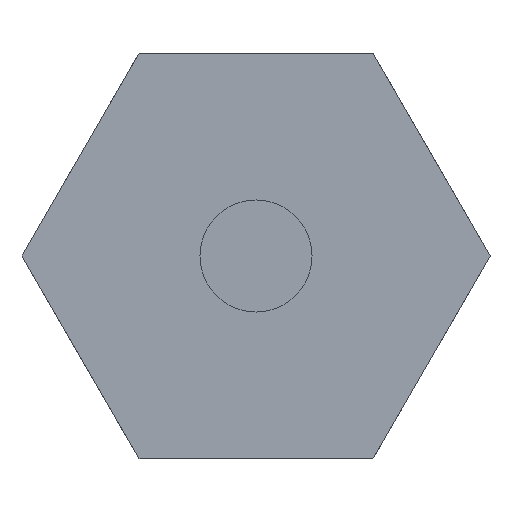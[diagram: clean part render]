
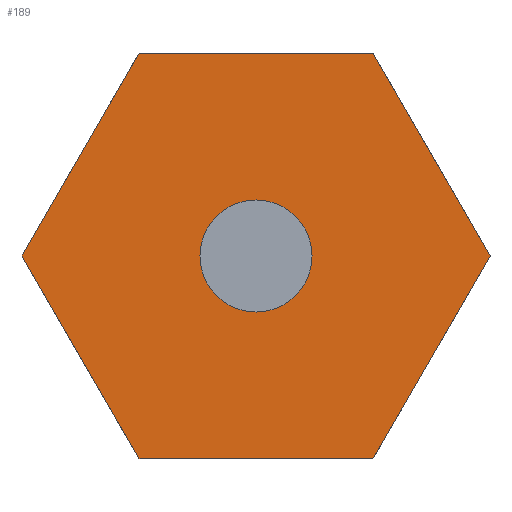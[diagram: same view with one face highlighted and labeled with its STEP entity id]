
A CAD part, front view. The second image highlights one B-rep face of the part: STEP entity #189.
In plain terms, the highlighted planar face has unit normal (0, -1, 0).
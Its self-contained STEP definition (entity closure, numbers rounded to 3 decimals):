
#2 = DIRECTION ( 'NONE',  ( 0., 1., 0. ) ) ;
#32 = CARTESIAN_POINT ( 'NONE',  ( 5.138, 0., -8.9 ) ) ;
#50 = DIRECTION ( 'NONE',  ( 0., 0., 1. ) ) ;
#71 = CARTESIAN_POINT ( 'NONE',  ( 0., 0., 0. ) ) ;
#113 = AXIS2_PLACEMENT_3D ( 'NONE', #71, #1101, #966 ) ;
#115 = AXIS2_PLACEMENT_3D ( 'NONE', #152, #765, #801 ) ;
#130 = CIRCLE ( 'NONE', #115, 2.46 ) ;
#148 = VERTEX_POINT ( 'NONE', #553 ) ;
#152 = CARTESIAN_POINT ( 'NONE',  ( 0., 0., 0. ) ) ;
#155 = EDGE_LOOP ( 'NONE', ( #1162, #1289, #1350, #265, #203, #238 ) ) ;
#169 = VECTOR ( 'NONE', #954, 1000. ) ;
#171 = ORIENTED_EDGE ( 'NONE', *, *, #976, .F. ) ;
#186 = CARTESIAN_POINT ( 'NONE',  ( 0., 0., 0. ) ) ;
#189 = ADVANCED_FACE ( 'NONE', ( #877, #1190 ), #1211, .F. ) ;
#203 = ORIENTED_EDGE ( 'NONE', *, *, #1229, .F. ) ;
#238 = ORIENTED_EDGE ( 'NONE', *, *, #1127, .F. ) ;
#265 = ORIENTED_EDGE ( 'NONE', *, *, #1098, .F. ) ;
#274 = ORIENTED_EDGE ( 'NONE', *, *, #989, .F. ) ;
#280 = CARTESIAN_POINT ( 'NONE',  ( -10.277, 0., 0. ) ) ;
#299 = CARTESIAN_POINT ( 'NONE',  ( 5.138, 0., 8.9 ) ) ;
#386 = CARTESIAN_POINT ( 'NONE',  ( -10.277, 0., 0. ) ) ;
#392 = DIRECTION ( 'NONE',  ( -0.5, 0., 0.866 ) ) ;
#449 = VERTEX_POINT ( 'NONE', #671 ) ;
#466 = CARTESIAN_POINT ( 'NONE',  ( 5.138, 0., 8.9 ) ) ;
#468 = VERTEX_POINT ( 'NONE', #299 ) ;
#470 = CARTESIAN_POINT ( 'NONE',  ( 5.138, 0., -8.9 ) ) ;
#481 = VECTOR ( 'NONE', #392, 1000. ) ;
#489 = LINE ( 'NONE', #607, #169 ) ;
#538 = CARTESIAN_POINT ( 'NONE',  ( 10.277, 0., 0. ) ) ;
#553 = CARTESIAN_POINT ( 'NONE',  ( 0., 0., -2.46 ) ) ;
#607 = CARTESIAN_POINT ( 'NONE',  ( 10.277, 0., 0. ) ) ;
#624 = LINE ( 'NONE', #466, #1239 ) ;
#671 = CARTESIAN_POINT ( 'NONE',  ( 0., 0., 2.46 ) ) ;
#677 = LINE ( 'NONE', #883, #481 ) ;
#684 = DIRECTION ( 'NONE',  ( 0.5, 0., 0.866 ) ) ;
#685 = EDGE_LOOP ( 'NONE', ( #274, #171 ) ) ;
#700 = VECTOR ( 'NONE', #1144, 1000. ) ;
#704 = CARTESIAN_POINT ( 'NONE',  ( -5.138, 0., 8.9 ) ) ;
#719 = VECTOR ( 'NONE', #684, 1000. ) ;
#731 = CARTESIAN_POINT ( 'NONE',  ( -5.138, 0., -8.9 ) ) ;
#755 = LINE ( 'NONE', #32, #700 ) ;
#765 = DIRECTION ( 'NONE',  ( 0., -1., 0. ) ) ;
#766 = VERTEX_POINT ( 'NONE', #470 ) ;
#801 = DIRECTION ( 'NONE',  ( 0., 0., -1. ) ) ;
#813 = LINE ( 'NONE', #386, #719 ) ;
#841 = VERTEX_POINT ( 'NONE', #280 ) ;
#849 = CARTESIAN_POINT ( 'NONE',  ( -5.138, 0., 8.9 ) ) ;
#872 = AXIS2_PLACEMENT_3D ( 'NONE', #186, #2, #50 ) ;
#877 = FACE_BOUND ( 'NONE', #685, .T. ) ;
#883 = CARTESIAN_POINT ( 'NONE',  ( -5.138, 0., -8.9 ) ) ;
#954 = DIRECTION ( 'NONE',  ( -0.5, 0., -0.866 ) ) ;
#966 = DIRECTION ( 'NONE',  ( 0., 0., -1. ) ) ;
#975 = VECTOR ( 'NONE', #1345, 1000. ) ;
#976 = EDGE_CURVE ( 'NONE', #449, #148, #130, .T. ) ;
#989 = EDGE_CURVE ( 'NONE', #148, #449, #1097, .T. ) ;
#1030 = VERTEX_POINT ( 'NONE', #538 ) ;
#1047 = EDGE_CURVE ( 'NONE', #841, #1049, #813, .T. ) ;
#1049 = VERTEX_POINT ( 'NONE', #704 ) ;
#1097 = CIRCLE ( 'NONE', #113, 2.46 ) ;
#1098 = EDGE_CURVE ( 'NONE', #1173, #841, #677, .T. ) ;
#1101 = DIRECTION ( 'NONE',  ( 0., -1., 0. ) ) ;
#1127 = EDGE_CURVE ( 'NONE', #1030, #766, #489, .T. ) ;
#1144 = DIRECTION ( 'NONE',  ( -1., 0., 0. ) ) ;
#1159 = LINE ( 'NONE', #849, #975 ) ;
#1162 = ORIENTED_EDGE ( 'NONE', *, *, #1188, .F. ) ;
#1173 = VERTEX_POINT ( 'NONE', #731 ) ;
#1178 = EDGE_CURVE ( 'NONE', #1049, #468, #1159, .T. ) ;
#1188 = EDGE_CURVE ( 'NONE', #468, #1030, #624, .T. ) ;
#1190 = FACE_OUTER_BOUND ( 'NONE', #155, .T. ) ;
#1211 = PLANE ( 'NONE',  #872 ) ;
#1229 = EDGE_CURVE ( 'NONE', #766, #1173, #755, .T. ) ;
#1239 = VECTOR ( 'NONE', #1286, 1000. ) ;
#1286 = DIRECTION ( 'NONE',  ( 0.5, 0., -0.866 ) ) ;
#1289 = ORIENTED_EDGE ( 'NONE', *, *, #1178, .F. ) ;
#1345 = DIRECTION ( 'NONE',  ( 1., 0., 0. ) ) ;
#1350 = ORIENTED_EDGE ( 'NONE', *, *, #1047, .F. ) ;
